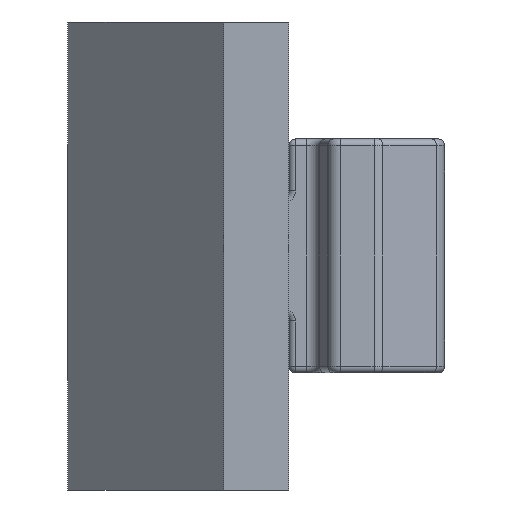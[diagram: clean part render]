
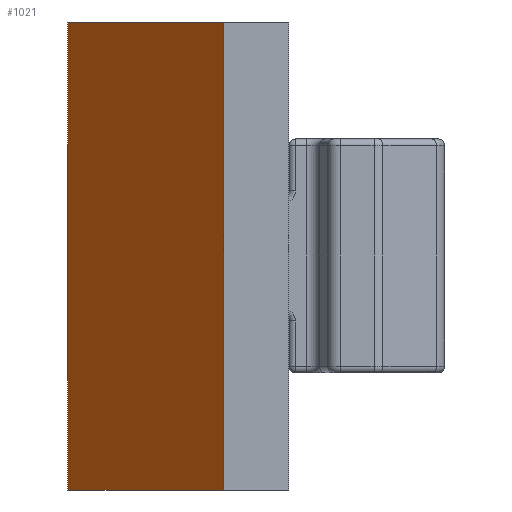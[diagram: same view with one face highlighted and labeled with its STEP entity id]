
A CAD part, left-side view. The second image highlights one B-rep face of the part: STEP entity #1021.
In plain terms, the highlighted planar face has unit normal (-0.707, 0.707, 0).
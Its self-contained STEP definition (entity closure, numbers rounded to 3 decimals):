
#593 = EDGE_CURVE ( 'NONE', #4309, #3685, #3559, .T. ) ;
#813 = CARTESIAN_POINT ( 'NONE',  ( -17.875, -0.875, -4.5 ) ) ;
#958 = LINE ( 'NONE', #4811, #2894 ) ;
#1021 = ADVANCED_FACE ( 'NONE', ( #4152 ), #2874, .F. ) ;
#1112 = DIRECTION ( 'NONE',  ( 0., 0., -1. ) ) ;
#1239 = CARTESIAN_POINT ( 'NONE',  ( -14.875, 2.125, 4.5 ) ) ;
#1332 = DIRECTION ( 'NONE',  ( 0.707, -0.707, 0. ) ) ;
#1333 = VECTOR ( 'NONE', #3270, 1000. ) ;
#1512 = ORIENTED_EDGE ( 'NONE', *, *, #593, .T. ) ;
#1694 = AXIS2_PLACEMENT_3D ( 'NONE', #2479, #1332, #3237 ) ;
#2001 = ORIENTED_EDGE ( 'NONE', *, *, #2233, .F. ) ;
#2108 = VECTOR ( 'NONE', #2562, 1000. ) ;
#2209 = DIRECTION ( 'NONE',  ( 0., 0., -1. ) ) ;
#2233 = EDGE_CURVE ( 'NONE', #4309, #4573, #2346, .T. ) ;
#2321 = EDGE_CURVE ( 'NONE', #3685, #2711, #3116, .T. ) ;
#2346 = LINE ( 'NONE', #4738, #1333 ) ;
#2368 = EDGE_CURVE ( 'NONE', #4573, #2711, #958, .T. ) ;
#2479 = CARTESIAN_POINT ( 'NONE',  ( -17.875, -0.875, 4.5 ) ) ;
#2557 = VECTOR ( 'NONE', #1112, 1000. ) ;
#2562 = DIRECTION ( 'NONE',  ( -0.707, -0.707, 0. ) ) ;
#2711 = VERTEX_POINT ( 'NONE', #813 ) ;
#2874 = PLANE ( 'NONE',  #1694 ) ;
#2894 = VECTOR ( 'NONE', #2209, 1000. ) ;
#3116 = LINE ( 'NONE', #4781, #2108 ) ;
#3211 = CARTESIAN_POINT ( 'NONE',  ( -17.875, -0.875, 4.5 ) ) ;
#3237 = DIRECTION ( 'NONE',  ( 0.707, 0.707, 0. ) ) ;
#3247 = EDGE_LOOP ( 'NONE', ( #3735, #4457, #2001, #1512 ) ) ;
#3270 = DIRECTION ( 'NONE',  ( -0.707, -0.707, 0. ) ) ;
#3552 = CARTESIAN_POINT ( 'NONE',  ( -14.875, 2.125, 4.5 ) ) ;
#3559 = LINE ( 'NONE', #1239, #2557 ) ;
#3685 = VERTEX_POINT ( 'NONE', #3905 ) ;
#3735 = ORIENTED_EDGE ( 'NONE', *, *, #2321, .T. ) ;
#3905 = CARTESIAN_POINT ( 'NONE',  ( -14.875, 2.125, -4.5 ) ) ;
#4152 = FACE_OUTER_BOUND ( 'NONE', #3247, .T. ) ;
#4309 = VERTEX_POINT ( 'NONE', #3552 ) ;
#4457 = ORIENTED_EDGE ( 'NONE', *, *, #2368, .F. ) ;
#4573 = VERTEX_POINT ( 'NONE', #3211 ) ;
#4738 = CARTESIAN_POINT ( 'NONE',  ( -17.875, -0.875, 4.5 ) ) ;
#4781 = CARTESIAN_POINT ( 'NONE',  ( -17.875, -0.875, -4.5 ) ) ;
#4811 = CARTESIAN_POINT ( 'NONE',  ( -17.875, -0.875, 4.5 ) ) ;
